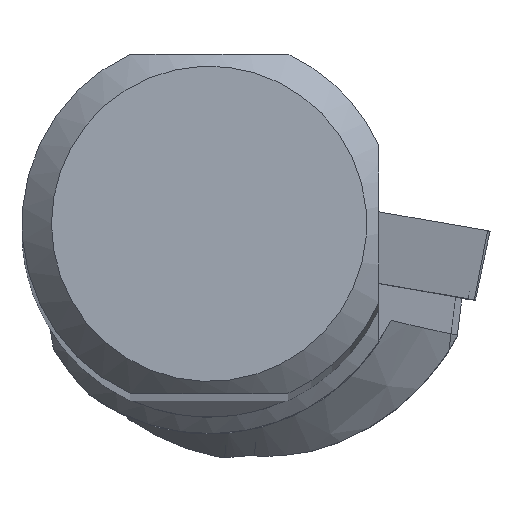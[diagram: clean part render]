
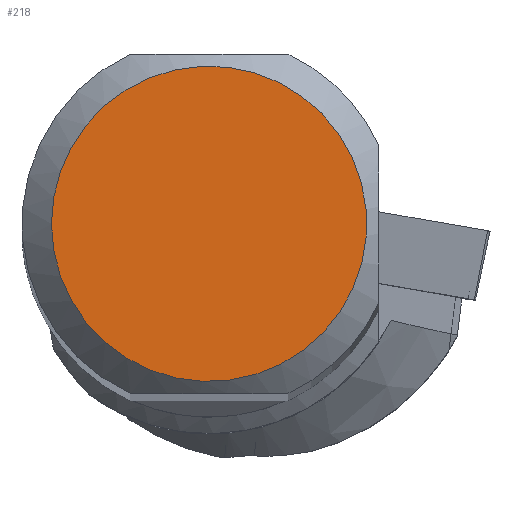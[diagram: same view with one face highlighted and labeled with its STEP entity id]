
A CAD part, top view. The second image highlights one B-rep face of the part: STEP entity #218.
In plain terms, the highlighted planar face has unit normal (0, 0, 1).
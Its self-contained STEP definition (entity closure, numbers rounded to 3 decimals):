
#170=FACE_OUTER_BOUND('',#423,.T.);
#218=ADVANCED_FACE('CU_SU_BP3',(#170),#248,.T.);
#248=PLANE('',#1126);
#423=EDGE_LOOP('',(#617));
#617=ORIENTED_EDGE('',*,*,#904,.F.);
#788=VERTEX_POINT('',#1946);
#904=EDGE_CURVE('',#788,#788,#951,.T.);
#951=CIRCLE('',#1125,10.691);
#1125=AXIS2_PLACEMENT_3D('',#1945,#1364,#1365);
#1126=AXIS2_PLACEMENT_3D('',#1947,#1366,#1367);
#1364=DIRECTION('',(0.,0.,-1.));
#1365=DIRECTION('',(-1.,0.,0.));
#1366=DIRECTION('',(0.,0.,1.));
#1367=DIRECTION('',(-1.,0.,0.));
#1945=CARTESIAN_POINT('',(0.,0.,0.));
#1946=CARTESIAN_POINT('',(-10.691,0.,0.));
#1947=CARTESIAN_POINT('',(0.,0.,0.));
